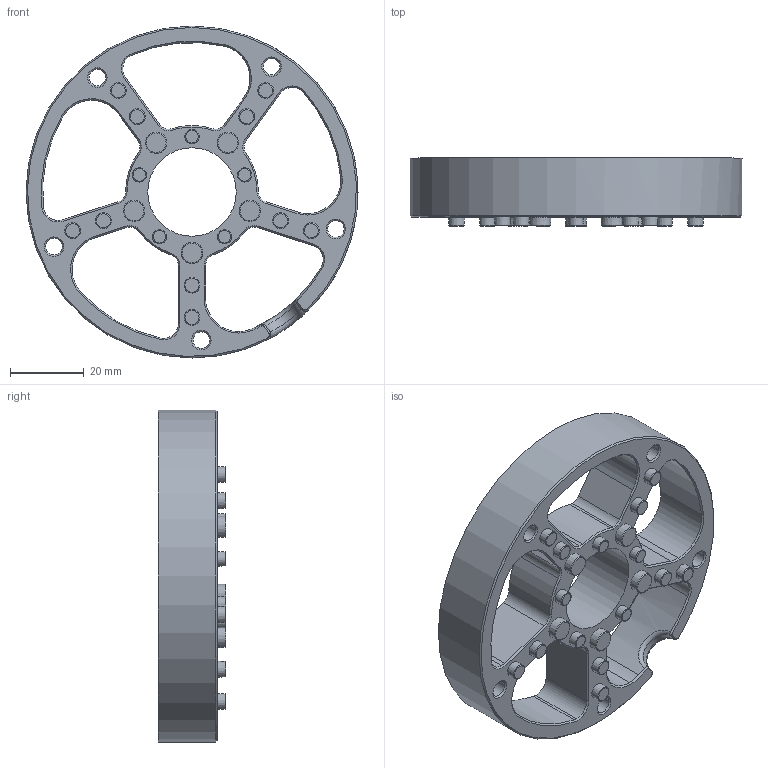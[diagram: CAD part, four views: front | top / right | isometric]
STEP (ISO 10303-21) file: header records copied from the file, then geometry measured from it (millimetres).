
FILE_DESCRIPTION(('HOOPS Exchange Step'),'2;1');
FILE_NAME('temp_export','2021-08-02T18:12:20-05:00',('poastoast'),('Shapr3D Limited'),'HOOPS Exchange 2021.1','Shapr3D','Authorized');
FILE_SCHEMA( ('AP203_CONFIGURATION_CONTROLLED_3D_DESIGN_OF_MECHANICAL_PARTS_AND_ASSEMBLIES_MIM_LF') );
Length unit declared in the file: millimetre
Products named in the file (2): 0; 3C355ECF-27C1-4B4F-8379-B007DC183E2E.tmp
Assembly tree (1 placements, depth 2):
  3C355ECF-27C1-4B4F-8379-B007DC183E2E.tmp
    0
Bounding box: 90 x 18.4 x 90 mm (x, y, z)
Volume: 42420.2 mm3; surface area: 21365.2 mm2
Topology: 1 solids, 1 shells, 244 faces, 643 edges, 420 vertices
Faces by surface type: cone 110, cylinder 64, plane 44, torus 20, bspline 6
Full cylindrical faces by diameter (mm): 4.3 x5, 4.5 x5, 4.8 x10, 6.3 x5, 24 x1, 90 x1
Entity records: 9605 total; most frequent: CARTESIAN_POINT 3229, DIRECTION 1471, ORIENTED_EDGE 1246, EDGE_CURVE 623, AXIS2_PLACEMENT_3D 619, VERTEX_POINT 420, CIRCLE 378, EDGE_LOOP 305
